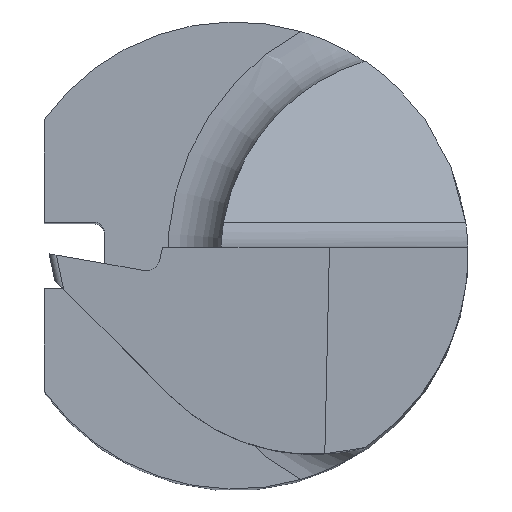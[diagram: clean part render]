
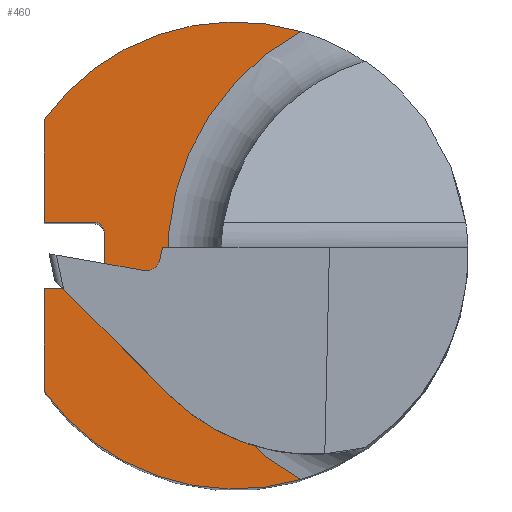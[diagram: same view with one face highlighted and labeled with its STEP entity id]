
A CAD part, top view. The second image highlights one B-rep face of the part: STEP entity #460.
In plain terms, the highlighted planar face has unit normal (0, 0, 1).
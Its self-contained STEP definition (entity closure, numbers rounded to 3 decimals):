
#3 = ORIENTED_EDGE ( 'NONE', *, *, #611, .F. ) ;
#18 = VECTOR ( 'NONE', #1007, 1000. ) ;
#36 = CIRCLE ( 'NONE', #229, 3.827 ) ;
#58 = CARTESIAN_POINT ( 'NONE',  ( -2.1, -0.35, 15. ) ) ;
#63 = DIRECTION ( 'NONE',  ( 0., 0., 1. ) ) ;
#72 = DIRECTION ( 'NONE',  ( 0., 0., -1. ) ) ;
#76 = VERTEX_POINT ( 'NONE', #980 ) ;
#91 = EDGE_CURVE ( 'NONE', #682, #281, #341, .T. ) ;
#93 = EDGE_CURVE ( 'NONE', #417, #430, #598, .T. ) ;
#97 = DIRECTION ( 'NONE',  ( 0., 1., 0. ) ) ;
#112 = ORIENTED_EDGE ( 'NONE', *, *, #179, .F. ) ;
#132 = AXIS2_PLACEMENT_3D ( 'NONE', #673, #990, #788 ) ;
#136 = DIRECTION ( 'NONE',  ( 0., -1., 0. ) ) ;
#147 = LINE ( 'NONE', #607, #713 ) ;
#156 = DIRECTION ( 'NONE',  ( -1., 0., 0. ) ) ;
#179 = EDGE_CURVE ( 'NONE', #417, #407, #674, .T. ) ;
#180 = ORIENTED_EDGE ( 'NONE', *, *, #751, .F. ) ;
#187 = EDGE_CURVE ( 'NONE', #281, #830, #36, .T. ) ;
#196 = FACE_OUTER_BOUND ( 'NONE', #879, .T. ) ;
#209 = CARTESIAN_POINT ( 'NONE',  ( -2.85, -0.5, 15. ) ) ;
#222 = DIRECTION ( 'NONE',  ( 0., 0., 1. ) ) ;
#228 = LINE ( 'NONE', #376, #18 ) ;
#229 = AXIS2_PLACEMENT_3D ( 'NONE', #529, #1018, #853 ) ;
#232 = CARTESIAN_POINT ( 'NONE',  ( 0., 0., 15. ) ) ;
#248 = EDGE_CURVE ( 'NONE', #919, #682, #411, .T. ) ;
#265 = DIRECTION ( 'NONE',  ( 0., 1., 0. ) ) ;
#277 = AXIS2_PLACEMENT_3D ( 'NONE', #528, #63, #540 ) ;
#281 = VERTEX_POINT ( 'NONE', #390 ) ;
#296 = DIRECTION ( 'NONE',  ( -1., 0., 0. ) ) ;
#298 = AXIS2_PLACEMENT_3D ( 'NONE', #232, #72, #296 ) ;
#314 = VECTOR ( 'NONE', #265, 1000. ) ;
#327 = ORIENTED_EDGE ( 'NONE', *, *, #248, .F. ) ;
#341 = CIRCLE ( 'NONE', #298, 3.5 ) ;
#356 = PLANE ( 'NONE',  #132 ) ;
#373 = VERTEX_POINT ( 'NONE', #913 ) ;
#376 = CARTESIAN_POINT ( 'NONE',  ( -64.45, 0.5, 15. ) ) ;
#390 = CARTESIAN_POINT ( 'NONE',  ( 0.99, 3.357, 15. ) ) ;
#406 = ORIENTED_EDGE ( 'NONE', *, *, #1019, .F. ) ;
#407 = VERTEX_POINT ( 'NONE', #679 ) ;
#411 = LINE ( 'NONE', #718, #314 ) ;
#417 = VERTEX_POINT ( 'NONE', #590 ) ;
#430 = VERTEX_POINT ( 'NONE', #209 ) ;
#442 = ORIENTED_EDGE ( 'NONE', *, *, #744, .F. ) ;
#444 = CARTESIAN_POINT ( 'NONE',  ( -64.45, -0.5, 15. ) ) ;
#451 = AXIS2_PLACEMENT_3D ( 'NONE', #58, #222, #156 ) ;
#456 = CARTESIAN_POINT ( 'NONE',  ( -1.95, 0.35, 15. ) ) ;
#460 = ADVANCED_FACE ( 'NONE', ( #196 ), #356, .T. ) ;
#464 = CARTESIAN_POINT ( 'NONE',  ( 0.99, -3.357, 15. ) ) ;
#475 = EDGE_CURVE ( 'NONE', #801, #407, #147, .T. ) ;
#476 = CARTESIAN_POINT ( 'NONE',  ( -2.85, 0.5, 15. ) ) ;
#528 = CARTESIAN_POINT ( 'NONE',  ( -2.1, 0.35, 15. ) ) ;
#529 = CARTESIAN_POINT ( 'NONE',  ( 2.827, 0., 15. ) ) ;
#530 = AXIS2_PLACEMENT_3D ( 'NONE', #949, #800, #789 ) ;
#538 = DIRECTION ( 'NONE',  ( -1., 0., 0. ) ) ;
#540 = DIRECTION ( 'NONE',  ( -1., 0., 0. ) ) ;
#568 = CARTESIAN_POINT ( 'NONE',  ( -2.85, 2.032, 15. ) ) ;
#585 = ORIENTED_EDGE ( 'NONE', *, *, #91, .F. ) ;
#590 = CARTESIAN_POINT ( 'NONE',  ( -2.1, -0.5, 15. ) ) ;
#598 = LINE ( 'NONE', #444, #637 ) ;
#607 = CARTESIAN_POINT ( 'NONE',  ( -1.95, 0.5, 15. ) ) ;
#611 = EDGE_CURVE ( 'NONE', #76, #430, #757, .T. ) ;
#637 = VECTOR ( 'NONE', #538, 1000. ) ;
#673 = CARTESIAN_POINT ( 'NONE',  ( 0.325, -0.054, 15. ) ) ;
#674 = CIRCLE ( 'NONE', #451, 0.15 ) ;
#679 = CARTESIAN_POINT ( 'NONE',  ( -1.95, -0.35, 15. ) ) ;
#682 = VERTEX_POINT ( 'NONE', #568 ) ;
#713 = VECTOR ( 'NONE', #136, 1000. ) ;
#718 = CARTESIAN_POINT ( 'NONE',  ( -2.85, 2.032, 15. ) ) ;
#744 = EDGE_CURVE ( 'NONE', #373, #919, #228, .T. ) ;
#751 = EDGE_CURVE ( 'NONE', #801, #373, #821, .T. ) ;
#757 = LINE ( 'NONE', #993, #891 ) ;
#788 = DIRECTION ( 'NONE',  ( -1., 0., 0. ) ) ;
#789 = DIRECTION ( 'NONE',  ( -1., 0., 0. ) ) ;
#800 = DIRECTION ( 'NONE',  ( 0., 0., -1. ) ) ;
#801 = VERTEX_POINT ( 'NONE', #456 ) ;
#816 = CIRCLE ( 'NONE', #530, 3.5 ) ;
#821 = CIRCLE ( 'NONE', #277, 0.15 ) ;
#830 = VERTEX_POINT ( 'NONE', #464 ) ;
#853 = DIRECTION ( 'NONE',  ( -1., 0., 0. ) ) ;
#876 = ORIENTED_EDGE ( 'NONE', *, *, #187, .F. ) ;
#879 = EDGE_LOOP ( 'NONE', ( #585, #327, #442, #180, #991, #112, #960, #3, #406, #876 ) ) ;
#891 = VECTOR ( 'NONE', #97, 1000. ) ;
#913 = CARTESIAN_POINT ( 'NONE',  ( -2.1, 0.5, 15. ) ) ;
#919 = VERTEX_POINT ( 'NONE', #476 ) ;
#949 = CARTESIAN_POINT ( 'NONE',  ( 0., 0., 15. ) ) ;
#960 = ORIENTED_EDGE ( 'NONE', *, *, #93, .T. ) ;
#980 = CARTESIAN_POINT ( 'NONE',  ( -2.85, -2.032, 15. ) ) ;
#990 = DIRECTION ( 'NONE',  ( 0., 0., 1. ) ) ;
#991 = ORIENTED_EDGE ( 'NONE', *, *, #475, .T. ) ;
#993 = CARTESIAN_POINT ( 'NONE',  ( -2.85, 2.032, 15. ) ) ;
#1007 = DIRECTION ( 'NONE',  ( -1., 0., 0. ) ) ;
#1018 = DIRECTION ( 'NONE',  ( 0., 0., 1. ) ) ;
#1019 = EDGE_CURVE ( 'NONE', #830, #76, #816, .T. ) ;
